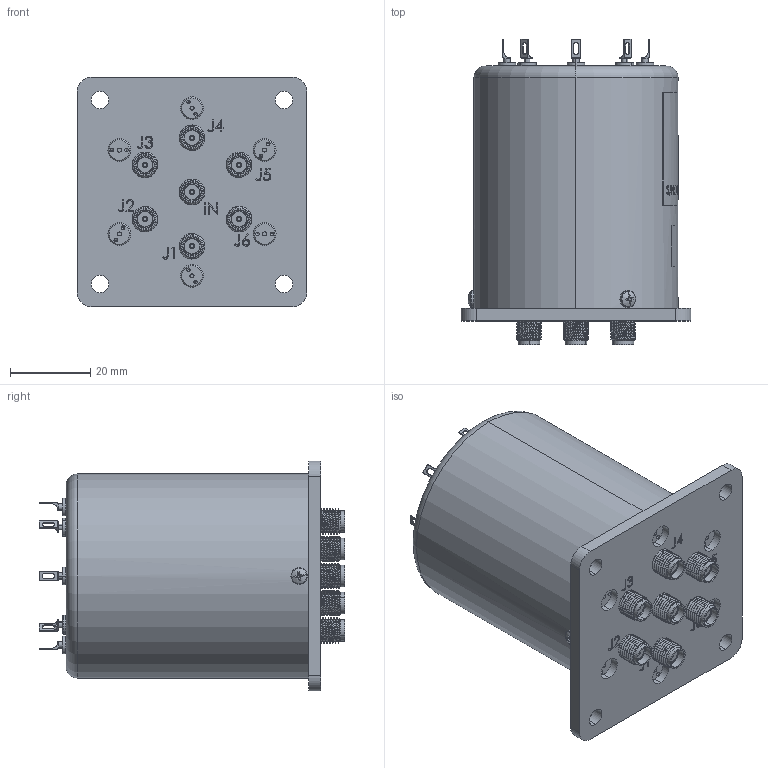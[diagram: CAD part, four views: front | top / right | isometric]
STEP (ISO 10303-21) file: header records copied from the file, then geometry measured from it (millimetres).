
FILE_DESCRIPTION (( 'STEP AP203' ), '1' );
FILE_NAME ('FMSW6515_3D.STEP', '2022-05-18T16:40:01', ( '' ), ( '' ), 'SwSTEP 2.0', 'SolidWorks 2021', '' );
FILE_SCHEMA (( 'CONFIG_CONTROL_DESIGN' ));
Length unit declared in the file: inch
Products named in the file (8): FMSW6515_3D; R040691-e360_-03_2^FMSW6515; A12L23Y01_2^FMSW6515; R13137-360_2^FMSW6515; A16L21002_2^FMSW6515; A12075Y04_-201_2^FMSW6515; A16029Y01_2^FMSW6515; R10432-e360_2^FMSW6515
Assembly tree (26 placements, depth 2):
  FMSW6515_3D
    A16L21002_2^FMSW6515
    A12L23Y01_2^FMSW6515  x6
    A16029Y01_2^FMSW6515  x7
    R13137-360_2^FMSW6515
    R040691-e360_-03_2^FMSW6515  x7
    A12075Y04_-201_2^FMSW6515  x3
    R10432-e360_2^FMSW6515
Bounding box: 57.15 x 75.92 x 57.15 mm (x, y, z)
Volume: 25596.7 mm3; surface area: 36340 mm2
Topology: 33 solids, 33 shells, 1505 faces, 3732 edges, 2428 vertices
Faces by surface type: cylinder 552, plane 516, bspline 312, cone 123, torus 2
Entity records: 34433 total; most frequent: CARTESIAN_POINT 17497, ORIENTED_EDGE 3640, DIRECTION 2463, EDGE_CURVE 1820, VERTEX_POINT 1206, AXIS2_PLACEMENT_3D 867, EDGE_LOOP 818, VECTOR 729
